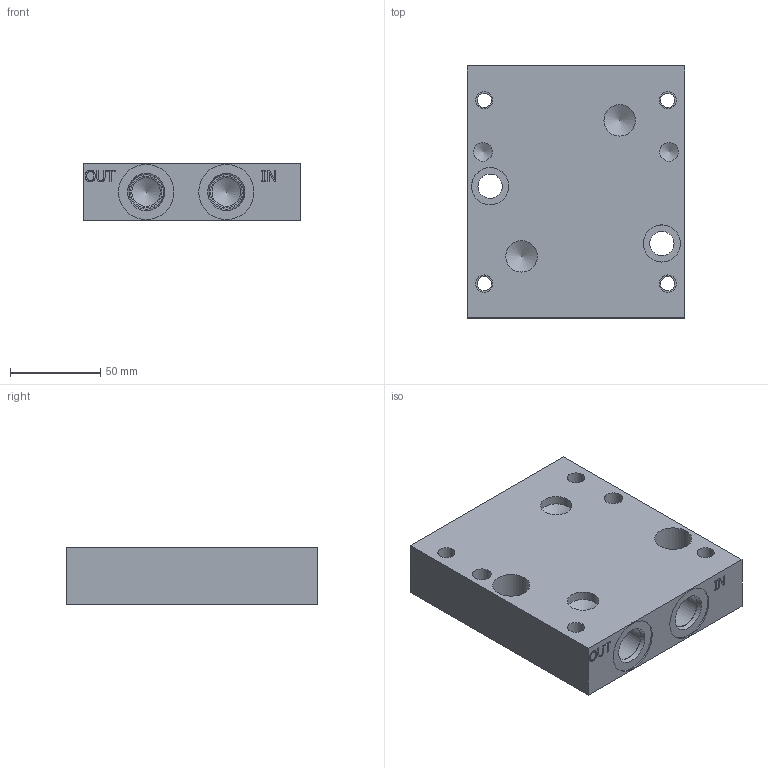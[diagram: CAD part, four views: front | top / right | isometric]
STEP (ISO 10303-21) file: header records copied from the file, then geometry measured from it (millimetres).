
FILE_DESCRIPTION(/* description */ (''),/* implementation_level */ '2;1');
FILE_NAME(/* name */ '_2F07SPS8S.stp',/* time_stamp */ '2020-05-18T09:38:44-04:00',/* author */ ('alexanderw'),/* organization */ (''),/* preprocessor_version */ 'ST-DEVELOPER v17',/* originating_system */ 'Autodesk Inventor 2019',/* authorisation */ '');
FILE_SCHEMA (('AUTOMOTIVE_DESIGN { 1 0 10303 214 3 1 1 }'));
Length unit declared in the file: millimetre
Products named in the file (1): Part_D2F07SPS8S_3D
Bounding box: 120.65 x 139.7 x 31.75 mm (x, y, z)
Volume: 491577.4 mm3; surface area: 61007.7 mm2
Topology: 1 solids, 1 shells, 436 faces, 1196 edges, 804 vertices
Faces by surface type: plane 270, bspline 128, cylinder 26, cone 12
Full cylindrical faces by diameter (mm): 7.925 x4, 9.525 x4, 10.312 x2, 13.487 x2, 15.875 x2, 17.475 x2, 17.501 x2, 19.05 x2, 19.253 x2, 20.625 x2, 30.632 x2
Entity records: 14826 total; most frequent: CARTESIAN_POINT 4095, ORIENTED_EDGE 2380, DIRECTION 1642, EDGE_CURVE 1190, LINE 844, VECTOR 844, VERTEX_POINT 804, EDGE_LOOP 496
